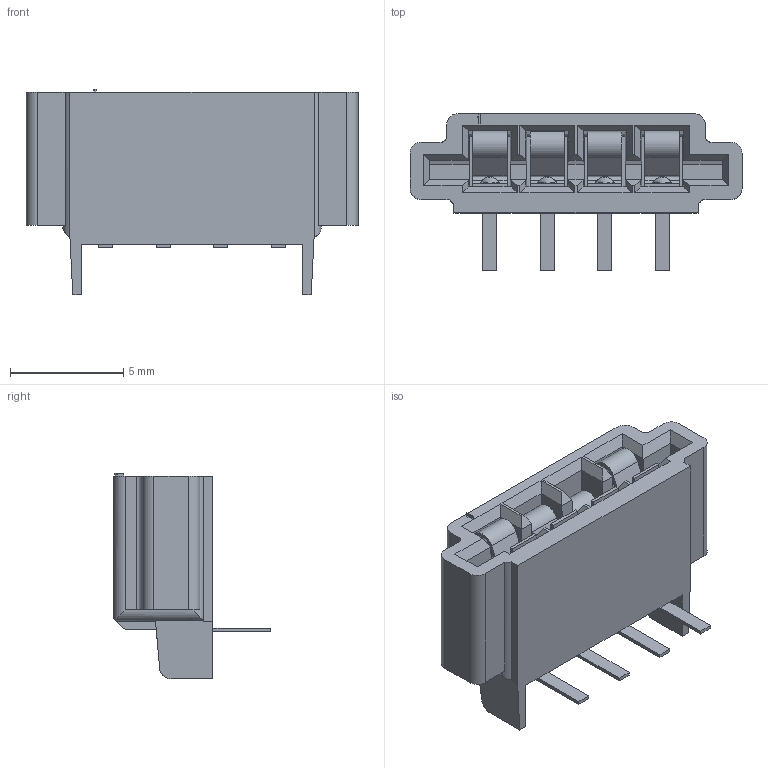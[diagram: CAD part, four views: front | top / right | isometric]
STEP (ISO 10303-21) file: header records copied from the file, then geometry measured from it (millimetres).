
FILE_DESCRIPTION((''),'2;1');
FILE_NAME('C-5-520314-4','2019-02-27T04:14:23',('workeradm'),('TE Connectivity Ltd.'),'CREO PARAMETRIC BY PTC INC, 2018190','CREO PARAMETRIC BY PTC INC, 2018190','');
FILE_SCHEMA(('AUTOMOTIVE_DESIGN { 1 0 10303 214 1 1 1 1 }'));
Length unit declared in the file: millimetre
Products named in the file (1): C-5-520314-4
Bounding box: 14.68 x 6.93 x 9.09 mm (x, y, z)
Volume: 276.9 mm3; surface area: 766.3 mm2
Topology: 1 solids, 1 shells, 289 faces, 815 edges, 526 vertices
Faces by surface type: plane 191, cylinder 62, bspline 28, torus 4, cone 4
Entity records: 12418 total; most frequent: CARTESIAN_POINT 5013, ORIENTED_EDGE 1630, DIRECTION 1413, EDGE_CURVE 815, VECTOR 619, LINE 619, VERTEX_POINT 526, AXIS2_PLACEMENT_3D 397
